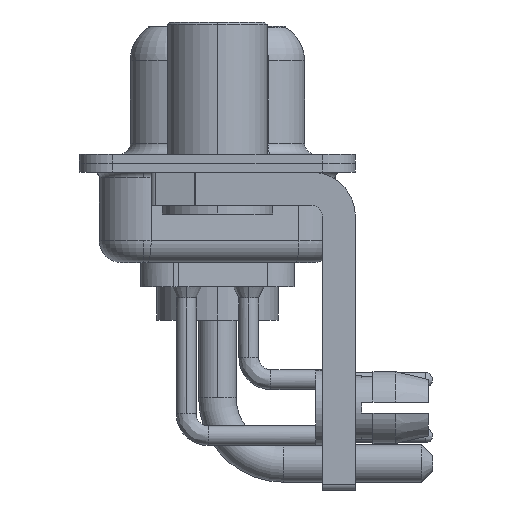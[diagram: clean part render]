
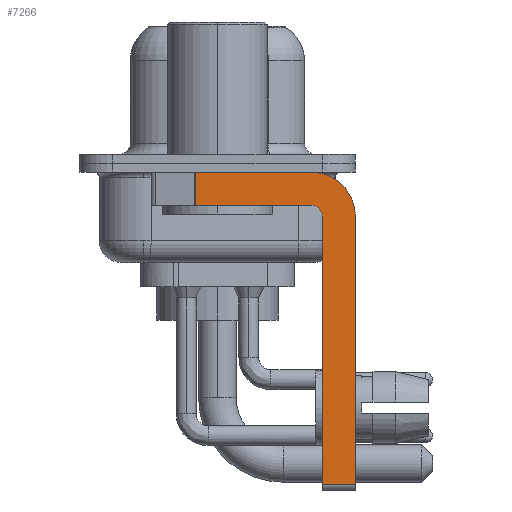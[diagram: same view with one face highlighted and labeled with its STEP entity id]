
A CAD part, left-side view. The second image highlights one B-rep face of the part: STEP entity #7266.
In plain terms, the highlighted planar face has unit normal (-1, 0, 0).
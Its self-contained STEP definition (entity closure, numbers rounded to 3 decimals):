
#945 = DIRECTION ( 'NONE',  ( 0., 0., 1. ) ) ;
#1802 = ORIENTED_EDGE ( 'NONE', *, *, #17694, .F. ) ;
#2717 = DIRECTION ( 'NONE',  ( 0., 0., -1. ) ) ;
#2817 = EDGE_CURVE ( 'NONE', #10977, #9966, #3193, .T. ) ;
#3121 = LINE ( 'NONE', #20918, #19883 ) ;
#3193 = CIRCLE ( 'NONE', #15955, 2. ) ;
#3452 = EDGE_CURVE ( 'NONE', #22492, #19169, #4442, .T. ) ;
#4442 = LINE ( 'NONE', #12190, #13495 ) ;
#4569 = LINE ( 'NONE', #6402, #16834 ) ;
#4713 = PLANE ( 'NONE',  #9771 ) ;
#5233 = DIRECTION ( 'NONE',  ( 0., 0., 1. ) ) ;
#6073 = VERTEX_POINT ( 'NONE', #12354 ) ;
#6255 = CARTESIAN_POINT ( 'NONE',  ( -2.9, 0.978, -1.9 ) ) ;
#6364 = DIRECTION ( 'NONE',  ( 0., -1., 0. ) ) ;
#6402 = CARTESIAN_POINT ( 'NONE',  ( -2.9, -6.25, -2.4 ) ) ;
#7030 = AXIS2_PLACEMENT_3D ( 'NONE', #19561, #14421, #945 ) ;
#7033 = CARTESIAN_POINT ( 'NONE',  ( -2.9, -4.25, -2.4 ) ) ;
#7246 = EDGE_CURVE ( 'NONE', #17222, #18408, #14541, .T. ) ;
#7266 = ADVANCED_FACE ( 'NONE', ( #15200 ), #4713, .F. ) ;
#7325 = VECTOR ( 'NONE', #2717, 1000. ) ;
#7694 = VECTOR ( 'NONE', #6364, 1000. ) ;
#7796 = ORIENTED_EDGE ( 'NONE', *, *, #7246, .F. ) ;
#7967 = VECTOR ( 'NONE', #12832, 1000. ) ;
#8001 = DIRECTION ( 'NONE',  ( 0., 0., -1. ) ) ;
#9771 = AXIS2_PLACEMENT_3D ( 'NONE', #22299, #13276, #17162 ) ;
#9783 = LINE ( 'NONE', #6255, #7325 ) ;
#9966 = VERTEX_POINT ( 'NONE', #12636 ) ;
#10005 = EDGE_CURVE ( 'NONE', #22492, #10110, #20179, .T. ) ;
#10067 = DIRECTION ( 'NONE',  ( 0., -1., 0. ) ) ;
#10110 = VERTEX_POINT ( 'NONE', #20939 ) ;
#10324 = DIRECTION ( 'NONE',  ( 1., 0., 0. ) ) ;
#10977 = VERTEX_POINT ( 'NONE', #12121 ) ;
#11393 = CIRCLE ( 'NONE', #7030, 0.5 ) ;
#12121 = CARTESIAN_POINT ( 'NONE',  ( -2.9, -4.25, -0.4 ) ) ;
#12175 = CARTESIAN_POINT ( 'NONE',  ( -2.9, -4.75, -14.55 ) ) ;
#12190 = CARTESIAN_POINT ( 'NONE',  ( -2.9, -4.75, -14.8 ) ) ;
#12271 = EDGE_CURVE ( 'NONE', #9966, #10110, #4569, .T. ) ;
#12354 = CARTESIAN_POINT ( 'NONE',  ( -2.9, 0.978, -0.4 ) ) ;
#12636 = CARTESIAN_POINT ( 'NONE',  ( -2.9, -6.25, -2.4 ) ) ;
#12832 = DIRECTION ( 'NONE',  ( 0., 1., 0. ) ) ;
#12960 = CARTESIAN_POINT ( 'NONE',  ( -2.9, -4.25, -1.9 ) ) ;
#13276 = DIRECTION ( 'NONE',  ( 1., 0., 0. ) ) ;
#13420 = CARTESIAN_POINT ( 'NONE',  ( -2.9, -4.25, -14.55 ) ) ;
#13495 = VECTOR ( 'NONE', #5233, 1000. ) ;
#13617 = ORIENTED_EDGE ( 'NONE', *, *, #2817, .F. ) ;
#13859 = DIRECTION ( 'NONE',  ( 0., 0., -1. ) ) ;
#14421 = DIRECTION ( 'NONE',  ( -1., 0., 0. ) ) ;
#14541 = LINE ( 'NONE', #21514, #7967 ) ;
#15200 = FACE_OUTER_BOUND ( 'NONE', #22544, .T. ) ;
#15434 = CARTESIAN_POINT ( 'NONE',  ( -2.9, -4.75, -2.4 ) ) ;
#15955 = AXIS2_PLACEMENT_3D ( 'NONE', #7033, #10324, #13859 ) ;
#16087 = EDGE_CURVE ( 'NONE', #6073, #18408, #9783, .T. ) ;
#16834 = VECTOR ( 'NONE', #8001, 1000. ) ;
#17162 = DIRECTION ( 'NONE',  ( 0., 0., -1. ) ) ;
#17222 = VERTEX_POINT ( 'NONE', #12960 ) ;
#17462 = ORIENTED_EDGE ( 'NONE', *, *, #19198, .F. ) ;
#17580 = CARTESIAN_POINT ( 'NONE',  ( -2.9, 0.978, -1.9 ) ) ;
#17694 = EDGE_CURVE ( 'NONE', #19169, #17222, #11393, .T. ) ;
#18408 = VERTEX_POINT ( 'NONE', #17580 ) ;
#19169 = VERTEX_POINT ( 'NONE', #15434 ) ;
#19198 = EDGE_CURVE ( 'NONE', #6073, #10977, #3121, .T. ) ;
#19561 = CARTESIAN_POINT ( 'NONE',  ( -2.9, -4.25, -2.4 ) ) ;
#19883 = VECTOR ( 'NONE', #10067, 1000. ) ;
#20137 = ORIENTED_EDGE ( 'NONE', *, *, #12271, .F. ) ;
#20179 = LINE ( 'NONE', #13420, #7694 ) ;
#20535 = ORIENTED_EDGE ( 'NONE', *, *, #3452, .F. ) ;
#20592 = ORIENTED_EDGE ( 'NONE', *, *, #16087, .T. ) ;
#20918 = CARTESIAN_POINT ( 'NONE',  ( -2.9, 3., -0.4 ) ) ;
#20939 = CARTESIAN_POINT ( 'NONE',  ( -2.9, -6.25, -14.55 ) ) ;
#21514 = CARTESIAN_POINT ( 'NONE',  ( -2.9, -4.25, -1.9 ) ) ;
#21859 = ORIENTED_EDGE ( 'NONE', *, *, #10005, .T. ) ;
#22299 = CARTESIAN_POINT ( 'NONE',  ( -2.9, -4.25, -2.4 ) ) ;
#22492 = VERTEX_POINT ( 'NONE', #12175 ) ;
#22544 = EDGE_LOOP ( 'NONE', ( #17462, #20592, #7796, #1802, #20535, #21859, #20137, #13617 ) ) ;
